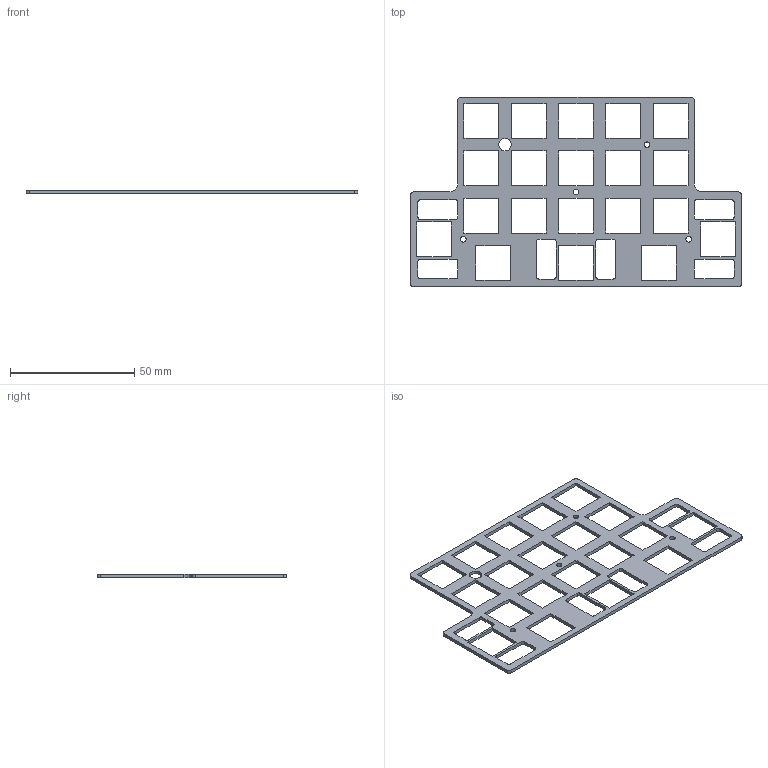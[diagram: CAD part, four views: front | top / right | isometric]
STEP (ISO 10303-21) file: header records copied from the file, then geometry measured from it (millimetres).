
FILE_DESCRIPTION(('HOOPS Exchange Step'),'2;1');
FILE_NAME('temp_export','2025-10-23T16:04:59-04:00',('jscotto'),('Shapr3D Limited'),'HOOPS Exchange 2025.6','Shapr3D','Authorized');
FILE_SCHEMA( ('AP242_MANAGED_MODEL_BASED_3D_ENGINEERING_MIM_LF {1 0 10303 442 1 1 4}') );
Length unit declared in the file: millimetre
Products named in the file (1): Plate
Bounding box: 133.35 x 76.2 x 1.5 mm (x, y, z)
Volume: 5592.9 mm3; surface area: 10586.5 mm2
Topology: 1 solids, 1 shells, 155 faces, 457 edges, 304 vertices
Faces by surface type: plane 117, cylinder 38
Full cylindrical faces by diameter (mm): 2.2 x4, 5 x1
Entity records: 5291 total; most frequent: CARTESIAN_POINT 918, ORIENTED_EDGE 914, DIRECTION 847, EDGE_CURVE 457, VECTOR 381, LINE 381, VERTEX_POINT 304, AXIS2_PLACEMENT_3D 233
